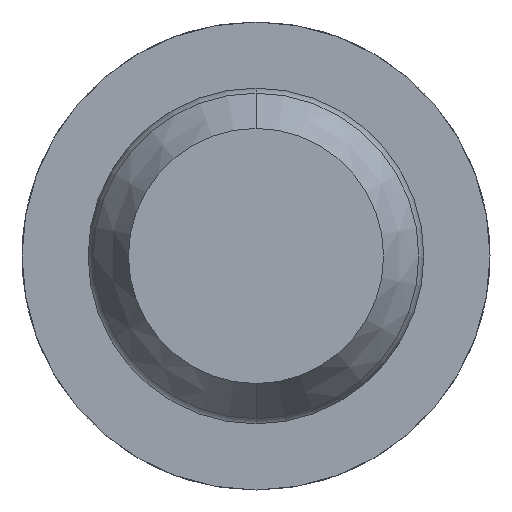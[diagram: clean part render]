
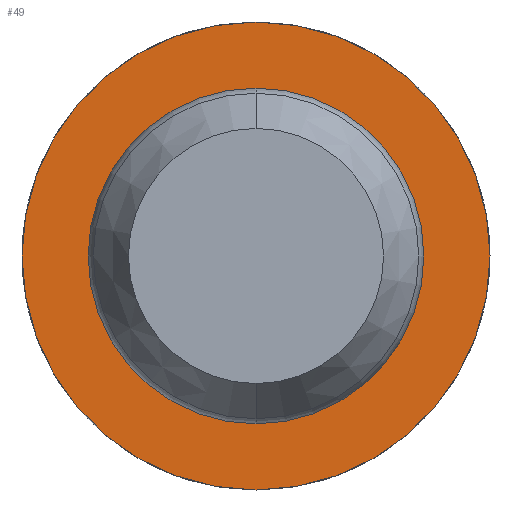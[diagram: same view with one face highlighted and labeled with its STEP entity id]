
A CAD part, front view. The second image highlights one B-rep face of the part: STEP entity #49.
In plain terms, the highlighted planar face has unit normal (0, -1, 0).
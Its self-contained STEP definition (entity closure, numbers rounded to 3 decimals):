
#41 = CARTESIAN_POINT ( 'NONE',  ( 0., -10., 0.825 ) ) ;
#42 = EDGE_CURVE ( 'Defeature ausgef�hrt2_4+Defeature ausgef�hrt2_7+Defeature ausgef�hrt2_7+Defeature ausgef�hrt2_7', #2469, #2710, #4870, .T. ) ;
#49 = ADVANCED_FACE ( 'Defeature ausgef�hrt2_7', ( #2569, #1903 ), #4401, .F. ) ;
#264 = DIRECTION ( 'NONE',  ( 0., 1., 0. ) ) ;
#279 = AXIS2_PLACEMENT_3D ( 'NONE', #1564, #2768, #4687 ) ;
#332 = EDGE_LOOP ( 'NONE', ( #1576, #2932 ) ) ;
#588 = EDGE_CURVE ( 'Defeature ausgef�hrt2_7+Defeature ausgef�hrt2_8+Defeature ausgef�hrt2_8+Defeature ausgef�hrt2_8', #2595, #3752, #1342, .T. ) ;
#1085 = EDGE_CURVE ( 'Defeature ausgef�hrt2_7+Defeature ausgef�hrt2_8+Defeature ausgef�hrt2_8+Defeature ausgef�hrt2_8', #3752, #2595, #2125, .T. ) ;
#1342 = CIRCLE ( 'NONE', #3637, 0.825 ) ;
#1405 = CARTESIAN_POINT ( 'NONE',  ( 0., -10., 0. ) ) ;
#1553 = AXIS2_PLACEMENT_3D ( 'NONE', #1405, #2543, #2139 ) ;
#1564 = CARTESIAN_POINT ( 'NONE',  ( 0., -10., 0. ) ) ;
#1576 = ORIENTED_EDGE ( 'NONE', *, *, #2762, .F. ) ;
#1878 = ORIENTED_EDGE ( 'NONE', *, *, #1085, .T. ) ;
#1903 = FACE_BOUND ( 'NONE', #3314, .T. ) ;
#2101 = DIRECTION ( 'NONE',  ( 0., 1., 0. ) ) ;
#2125 = CIRCLE ( 'NONE', #279, 0.825 ) ;
#2139 = DIRECTION ( 'NONE',  ( 0., 0., 1. ) ) ;
#2469 = VERTEX_POINT ( 'NONE', #2665 ) ;
#2476 = AXIS2_PLACEMENT_3D ( 'NONE', #4431, #2101, #4804 ) ;
#2543 = DIRECTION ( 'NONE',  ( 0., 1., 0. ) ) ;
#2569 = FACE_OUTER_BOUND ( 'NONE', #332, .T. ) ;
#2595 = VERTEX_POINT ( 'NONE', #41 ) ;
#2665 = CARTESIAN_POINT ( 'NONE',  ( 0., -10., -1.15 ) ) ;
#2710 = VERTEX_POINT ( 'NONE', #4978 ) ;
#2762 = EDGE_CURVE ( 'Defeature ausgef�hrt2_4+Defeature ausgef�hrt2_7+Defeature ausgef�hrt2_7+Defeature ausgef�hrt2_7', #2710, #2469, #4164, .T. ) ;
#2768 = DIRECTION ( 'NONE',  ( 0., 1., 0. ) ) ;
#2916 = CARTESIAN_POINT ( 'NONE',  ( 1.15, -10., 0. ) ) ;
#2932 = ORIENTED_EDGE ( 'NONE', *, *, #42, .F. ) ;
#2975 = DIRECTION ( 'NONE',  ( 0., 0., 1. ) ) ;
#3314 = EDGE_LOOP ( 'NONE', ( #3823, #1878 ) ) ;
#3623 = CARTESIAN_POINT ( 'NONE',  ( 0., -10., -0.825 ) ) ;
#3637 = AXIS2_PLACEMENT_3D ( 'NONE', #4975, #264, #2975 ) ;
#3752 = VERTEX_POINT ( 'NONE', #3623 ) ;
#3823 = ORIENTED_EDGE ( 'NONE', *, *, #588, .T. ) ;
#4021 = DIRECTION ( 'NONE',  ( 0., 1., 0. ) ) ;
#4164 = CIRCLE ( 'NONE', #1553, 1.15 ) ;
#4401 = PLANE ( 'NONE',  #4720 ) ;
#4431 = CARTESIAN_POINT ( 'NONE',  ( 0., -10., 0. ) ) ;
#4687 = DIRECTION ( 'NONE',  ( 0., 0., 1. ) ) ;
#4720 = AXIS2_PLACEMENT_3D ( 'NONE', #2916, #4021, #4787 ) ;
#4787 = DIRECTION ( 'NONE',  ( 0., 0., 1. ) ) ;
#4804 = DIRECTION ( 'NONE',  ( 0., 0., 1. ) ) ;
#4870 = CIRCLE ( 'NONE', #2476, 1.15 ) ;
#4975 = CARTESIAN_POINT ( 'NONE',  ( 0., -10., 0. ) ) ;
#4978 = CARTESIAN_POINT ( 'NONE',  ( 0., -10., 1.15 ) ) ;
